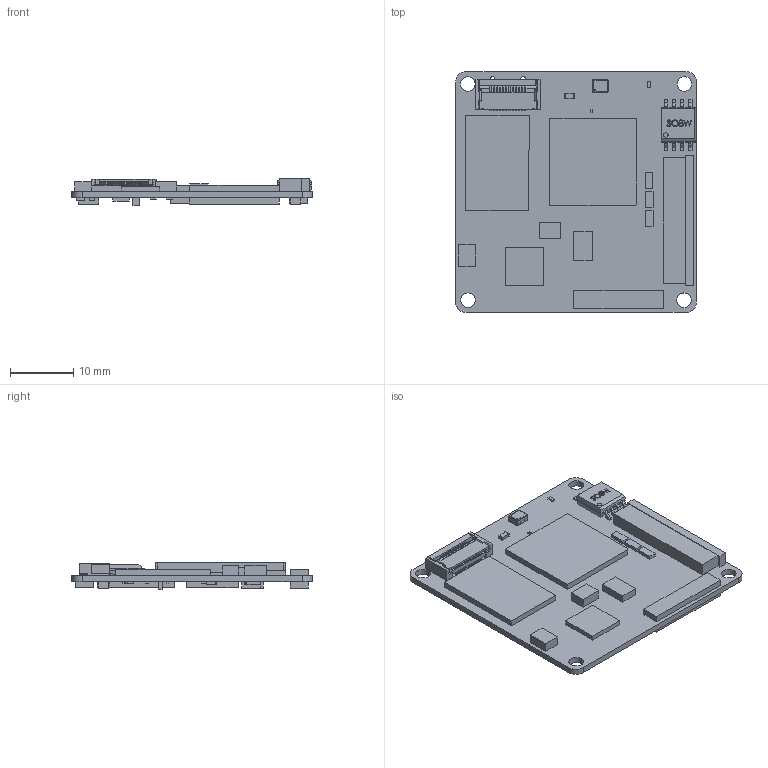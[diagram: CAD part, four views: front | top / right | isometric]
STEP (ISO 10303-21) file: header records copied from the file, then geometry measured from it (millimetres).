
FILE_DESCRIPTION((''),'2;1');
FILE_NAME('NCB_FPC_-3D_ASM','2022-09-15T',('Administrator'),(''),'PRO/ENGINEER BY PARAMETRIC TECHNOLOGY CORPORATION, 2008380','PRO/ENGINEER BY PARAMETRIC TECHNOLOGY CORPORATION, 2008380','');
FILE_SCHEMA(('CONFIG_CONTROL_DESIGN'));
Products named in the file (119): PRT0182; PRT0183; 1182698272_1_ASM_1_ASM_ASM; C7_1_ASM_1_ASM_ASM; PRT0184; 1182688888_1_ASM_1_ASM_ASM; R35_1_ASM_1_ASM_ASM; PRT0185; 979428472_1_ASM_1_ASM_ASM; L6_1_ASM_1_ASM_ASM; PRT0186; 979427792_1_ASM_1_ASM_ASM; R101_1_ASM_1_ASM_ASM; PRT0187; 1182712688_1_ASM_1_ASM_ASM; R13_1_ASM_1_ASM_ASM; PRT0188; PRT0189; PRT0190; PRT0191; PRT0192; PRT0193; PRT0194; ASM0363_ASM; USER_LIBRARY-CTS625_1_ASM_1_ASM_ASM; OS1_1_ASM_1_ASM_ASM; PRT0195; 1182712824_1_ASM_1_ASM_ASM; R160_1_ASM_1_ASM_ASM; PRT0196; 1182681000_1_ASM_1_ASM_ASM; PRT0197; 1182681136_1_ASM_1_ASM_ASM; C64_1_ASM_1_ASM_ASM; PRT0198; 1182711736_1_ASM_1_ASM_ASM; C52_1_ASM_1_ASM_ASM; PRT0199; 979427928_1_ASM_1_ASM_ASM; PRT0200 ...
Assembly tree (126 placements, depth 8):
  NCB_FPC_-3D_ASM
    NCC-FINAL_ASM_ASM_ASM
      NCC_ASM_4_ASM_ASM
        PCB_1_ASM_2_ASM_ASM
          PRT0182
          C7_1_ASM_1_ASM_ASM
            1182698272_1_ASM_1_ASM_ASM
              PRT0183
          R35_1_ASM_1_ASM_ASM
            1182688888_1_ASM_1_ASM_ASM
              PRT0184
          L6_1_ASM_1_ASM_ASM
            979428472_1_ASM_1_ASM_ASM
              PRT0185
          R101_1_ASM_1_ASM_ASM
            979427792_1_ASM_1_ASM_ASM
              PRT0186
          R13_1_ASM_1_ASM_ASM
            1182712688_1_ASM_1_ASM_ASM
              PRT0187
          OS1_1_ASM_1_ASM_ASM
            USER_LIBRARY-CTS625_1_ASM_1_ASM_ASM
              PRT0188
              PRT0189
              PRT0190
              ASM0363_ASM
                PRT0191
                PRT0192
                PRT0193
                PRT0194
          R160_1_ASM_1_ASM_ASM
            1182712824_1_ASM_1_ASM_ASM
              PRT0195
          C64_1_ASM_1_ASM_ASM
            1182681000_1_ASM_1_ASM_ASM  x2
              PRT0196
            1182681136_1_ASM_1_ASM_ASM
              PRT0197
          C52_1_ASM_1_ASM_ASM
            1182711736_1_ASM_1_ASM_ASM
              PRT0198
          C65_1_ASM_1_ASM_ASM
            979427928_1_ASM_1_ASM_ASM  x2
              PRT0199
            979427656_1_ASM_1_ASM_ASM
              PRT0200
          R24_1_ASM_1_ASM_ASM
            1182711872_1_ASM_1_ASM_ASM
              PRT0201
          U1_1_ASM_1_ASM_ASM
            1182710648_1_ASM_1_ASM_ASM
              PRT0202
          U15_1_ASM_1_ASM_ASM
            1182710512_1_ASM_1_ASM_ASM
              PRT0203
          C77_1_ASM_1_ASM_ASM
            1182680864_1_ASM_1_ASM_ASM
              PRT0204
            1182680728_1_ASM_1_ASM_ASM  x2
              PRT0205
Bounding box: 38 x 38 x 4.34 mm (x, y, z)
Volume: 2305.2 mm3; surface area: 5480.8 mm2
Topology: 55 solids, 55 shells, 1524 faces, 4256 edges, 2822 vertices
Faces by surface type: plane 1233, cylinder 251, extrusion 40
Entity records: 52241 total; most frequent: CARTESIAN_POINT 10699, ORIENTED_EDGE 8320, DIRECTION 8276, EDGE_CURVE 4160, VECTOR 3560, LINE 3520, VERTEX_POINT 2758, AXIS2_PLACEMENT_3D 2358
